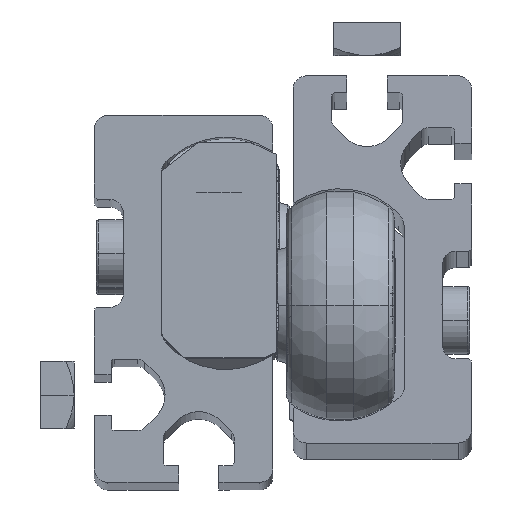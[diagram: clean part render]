
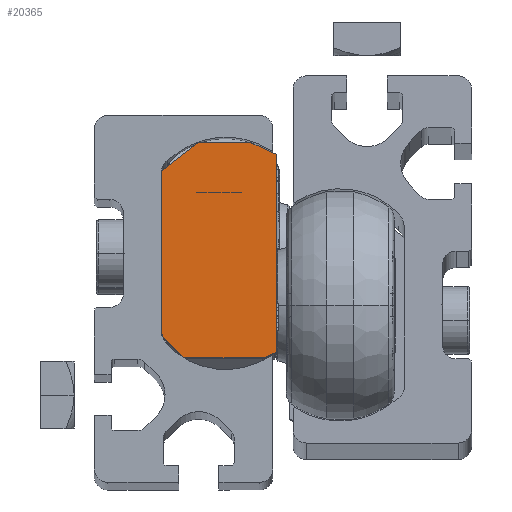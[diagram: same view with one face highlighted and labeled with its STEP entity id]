
A CAD part, top view. The second image highlights one B-rep face of the part: STEP entity #20365.
In plain terms, the highlighted face is planar.
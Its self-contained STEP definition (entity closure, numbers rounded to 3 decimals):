
#944 = FACE_OUTER_BOUND ( 'NONE', #22883, .T. ) ;
#1066 = DIRECTION ( 'NONE',  ( -1., 0., 0. ) ) ;
#1532 = VERTEX_POINT ( 'NONE', #23598 ) ;
#1786 = VERTEX_POINT ( 'NONE', #16319 ) ;
#1880 = CARTESIAN_POINT ( 'NONE',  ( 19., 12.203, 8.5 ) ) ;
#2004 = ORIENTED_EDGE ( 'NONE', *, *, #2582, .F. ) ;
#2582 = EDGE_CURVE ( 'NONE', #7116, #4069, #3805, .T. ) ;
#3246 = VECTOR ( 'NONE', #21745, 1000. ) ;
#3275 = VECTOR ( 'NONE', #5464, 1000. ) ;
#3604 = CARTESIAN_POINT ( 'NONE',  ( 19., 16.5, -4.6 ) ) ;
#3643 = DIRECTION ( 'NONE',  ( 0., -0.707, -0.707 ) ) ;
#3805 = LINE ( 'NONE', #1880, #3275 ) ;
#3836 = VERTEX_POINT ( 'NONE', #17052 ) ;
#4069 = VERTEX_POINT ( 'NONE', #22771 ) ;
#4426 = CARTESIAN_POINT ( 'NONE',  ( 19., 1.5, 22.2 ) ) ;
#4852 = ORIENTED_EDGE ( 'NONE', *, *, #20959, .F. ) ;
#4911 = LINE ( 'NONE', #17748, #12919 ) ;
#4964 = EDGE_CURVE ( 'NONE', #1786, #7116, #17967, .T. ) ;
#5464 = DIRECTION ( 'NONE',  ( 0., 0.616, -0.788 ) ) ;
#5783 = ORIENTED_EDGE ( 'NONE', *, *, #23026, .T. ) ;
#5857 = CARTESIAN_POINT ( 'NONE',  ( 19., -15.5, -6.7 ) ) ;
#6481 = DIRECTION ( 'NONE',  ( 0., -0.423, 0.906 ) ) ;
#7116 = VERTEX_POINT ( 'NONE', #10507 ) ;
#7350 = LINE ( 'NONE', #13069, #12052 ) ;
#8378 = ORIENTED_EDGE ( 'NONE', *, *, #11929, .F. ) ;
#8672 = EDGE_CURVE ( 'NONE', #9075, #3836, #22643, .T. ) ;
#8814 = CARTESIAN_POINT ( 'NONE',  ( 19., 16.5, -4.6 ) ) ;
#9075 = VERTEX_POINT ( 'NONE', #21888 ) ;
#9146 = CARTESIAN_POINT ( 'NONE',  ( 19., 16.5, -4.6 ) ) ;
#9912 = VERTEX_POINT ( 'NONE', #3604 ) ;
#10286 = VECTOR ( 'NONE', #12567, 1000. ) ;
#10507 = CARTESIAN_POINT ( 'NONE',  ( 19., 12.203, 8.5 ) ) ;
#11166 = ORIENTED_EDGE ( 'NONE', *, *, #8672, .F. ) ;
#11203 = VECTOR ( 'NONE', #15249, 1000. ) ;
#11929 = EDGE_CURVE ( 'NONE', #3836, #16205, #17430, .T. ) ;
#11938 = PLANE ( 'NONE',  #23147 ) ;
#12052 = VECTOR ( 'NONE', #3643, 1000. ) ;
#12243 = DIRECTION ( 'NONE',  ( 0., -0.423, -0.906 ) ) ;
#12567 = DIRECTION ( 'NONE',  ( 0., 1., 0. ) ) ;
#12919 = VECTOR ( 'NONE', #17402, 1000. ) ;
#13069 = CARTESIAN_POINT ( 'NONE',  ( 19., -12.2, 8.5 ) ) ;
#14125 = ORIENTED_EDGE ( 'NONE', *, *, #14517, .T. ) ;
#14314 = LINE ( 'NONE', #8814, #3246 ) ;
#14517 = EDGE_CURVE ( 'NONE', #1786, #1532, #7350, .T. ) ;
#15249 = DIRECTION ( 'NONE',  ( 0., -1., 0. ) ) ;
#16205 = VERTEX_POINT ( 'NONE', #5857 ) ;
#16319 = CARTESIAN_POINT ( 'NONE',  ( 19., -12.2, 8.5 ) ) ;
#17052 = CARTESIAN_POINT ( 'NONE',  ( 19., -14.661, -8.5 ) ) ;
#17402 = DIRECTION ( 'NONE',  ( 0., 0., -1. ) ) ;
#17430 = LINE ( 'NONE', #22913, #21130 ) ;
#17748 = CARTESIAN_POINT ( 'NONE',  ( 19., -15.5, 5.2 ) ) ;
#17967 = LINE ( 'NONE', #18077, #10286 ) ;
#18077 = CARTESIAN_POINT ( 'NONE',  ( 19., -12.2, 8.5 ) ) ;
#18270 = ORIENTED_EDGE ( 'NONE', *, *, #4964, .F. ) ;
#19211 = EDGE_CURVE ( 'NONE', #9912, #4069, #14314, .T. ) ;
#19265 = DIRECTION ( 'NONE',  ( 0., 0., 1. ) ) ;
#19610 = ORIENTED_EDGE ( 'NONE', *, *, #19211, .T. ) ;
#20365 = ADVANCED_FACE ( 'NONE', ( #944 ), #11938, .F. ) ;
#20763 = CARTESIAN_POINT ( 'NONE',  ( 19., 14.681, -8.5 ) ) ;
#20879 = VECTOR ( 'NONE', #12243, 1000. ) ;
#20959 = EDGE_CURVE ( 'NONE', #9912, #9075, #21944, .T. ) ;
#21130 = VECTOR ( 'NONE', #6481, 1000. ) ;
#21745 = DIRECTION ( 'NONE',  ( 0., 0., 1. ) ) ;
#21888 = CARTESIAN_POINT ( 'NONE',  ( 19., 14.681, -8.5 ) ) ;
#21944 = LINE ( 'NONE', #9146, #20879 ) ;
#22643 = LINE ( 'NONE', #20763, #11203 ) ;
#22771 = CARTESIAN_POINT ( 'NONE',  ( 19., 16.5, 3. ) ) ;
#22883 = EDGE_LOOP ( 'NONE', ( #2004, #18270, #14125, #5783, #8378, #11166, #4852, #19610 ) ) ;
#22913 = CARTESIAN_POINT ( 'NONE',  ( 19., -14.661, -8.5 ) ) ;
#23026 = EDGE_CURVE ( 'NONE', #1532, #16205, #4911, .T. ) ;
#23147 = AXIS2_PLACEMENT_3D ( 'NONE', #4426, #1066, #19265 ) ;
#23598 = CARTESIAN_POINT ( 'NONE',  ( 19., -15.5, 5.2 ) ) ;
